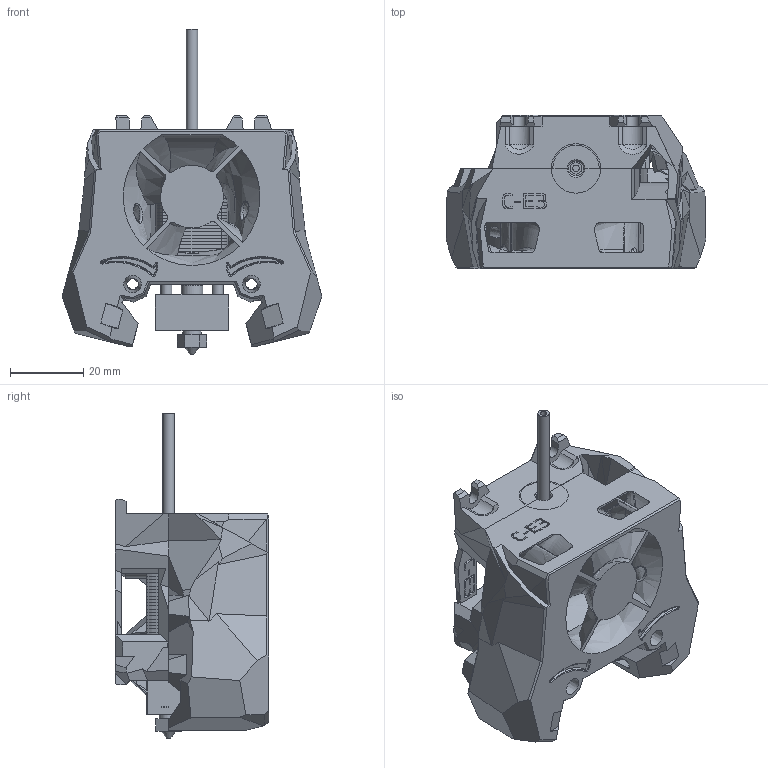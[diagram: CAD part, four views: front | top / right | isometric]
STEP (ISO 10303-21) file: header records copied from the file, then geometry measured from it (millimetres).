
FILE_DESCRIPTION(/* description */ (''),/* implementation_level */ '2;1');
FILE_NAME(/* name */ 'Stealthburner_Printhead_Creality-1 v24.step',/* time_stamp */ '2022-09-08T21:24:22+01:00',/* author */ (''),/* organization */ (''),/* preprocessor_version */ 'ST-DEVELOPER v19',/* originating_system */ 'Autodesk Translation Framework v11.7.0.108',/* authorisation */ '');
FILE_SCHEMA (('AUTOMOTIVE_DESIGN { 1 0 10303 214 3 1 1 }'));
Products named in the file (20): Stealthburner_Printhead_Creality-1; Ender3 Hotend; Creality reference hotend; Heatsink_Hotend_MK8; Tube_Hotend_Aluminum; HW_Screw_M3_x_0,5_x_16; HW_SetScrew_Steel_AS_1421_-_M3_x_4; HW_Screw_PH_5x30; E3D V6 Nozzle (0.4mm); Goat Tube; ClearanceBlock; Block_Hotend_Aluminum; pneumatic_coupler; SB_CE3_TH_Rear_CW1_PC; SB_CE3_TH_REAR_CW2_PC; SB_CE3_TH_Front_PC; standard_no_pc; SB_CE3_TH Rear CW1; SB_CE3_TH Rear CW2; SB_CE3_TH Front
Assembly tree (22 placements, depth 4):
  Stealthburner_Printhead_Creality-1
    Ender3 Hotend
      Creality reference hotend
        Heatsink_Hotend_MK8
        Tube_Hotend_Aluminum
        HW_Screw_M3_x_0,5_x_16  x2
        HW_SetScrew_Steel_AS_1421_-_M3_x_4  x2
        HW_Screw_PH_5x30  x2
        E3D V6 Nozzle (0.4mm)
        Goat Tube
        ClearanceBlock
        Block_Hotend_Aluminum
    pneumatic_coupler
      SB_CE3_TH_Rear_CW1_PC
      SB_CE3_TH_REAR_CW2_PC
      SB_CE3_TH_Front_PC
    standard_no_pc
      SB_CE3_TH Rear CW1
      SB_CE3_TH Rear CW2
      SB_CE3_TH Front
Bounding box: 71.07 x 42 x 89 mm (x, y, z)
Volume: 164957.7 mm3; surface area: 99545.7 mm2
Topology: 16 solids, 16 shells, 3728 faces, 11096 edges, 7292 vertices
Faces by surface type: plane 2554, bspline 588, cylinder 402, cone 176, sphere 8
Full cylindrical faces by diameter (mm): 0.4 x1, 1.5 x1, 1.75 x1, 2 x1, 2.459 x5, 3 x6, 3.08 x2, 3.175 x1, 3.4 x24, 3.5 x1, 4.6 x4, 4.7 x12, 4.917 x2, 5 x2, 5.884 x2, 6 x13, 6.647 x1, 7 x1, 8 x8, 10 x2
Entity records: 189132 total; most frequent: CARTESIAN_POINT 93892, ORIENTED_EDGE 21940, DIRECTION 16352, EDGE_CURVE 10970, LINE 7666, VECTOR 7666, VERTEX_POINT 7253, AXIS2_PLACEMENT_3D 4343
